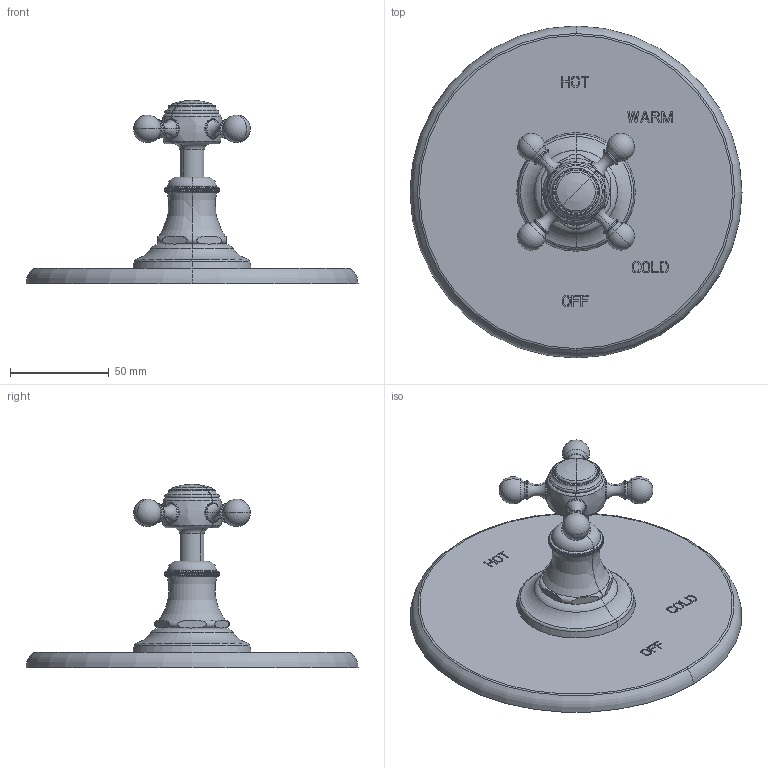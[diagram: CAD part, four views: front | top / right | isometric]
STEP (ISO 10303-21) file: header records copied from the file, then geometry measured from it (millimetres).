
FILE_DESCRIPTION((''),'2;1');
FILE_NAME('4-1764BP','2021-06-03T14:03:11',('jinson.thomas'),(''),'CREO PARAMETRIC BY PTC INC, 2018400','CREO PARAMETRIC BY PTC INC, 2018400','');
FILE_SCHEMA(('CONFIG_CONTROL_DESIGN'));
Length unit declared in the file: inch
Products named in the file (1): 4-1764BP
Bounding box: 168.28 x 168.28 x 92.96 mm (x, y, z)
Volume: 239029.6 mm3; surface area: 58084.4 mm2
Topology: 1 solids, 1 shells, 600 faces, 1413 edges, 915 vertices
Faces by surface type: plane 488, torus 66, cylinder 22, cone 12, sphere 10, bspline 2
Entity records: 18893 total; most frequent: CARTESIAN_POINT 5214, ORIENTED_EDGE 2806, DIRECTION 2649, EDGE_CURVE 1403, VECTOR 1025, LINE 1025, VERTEX_POINT 915, AXIS2_PLACEMENT_3D 812
